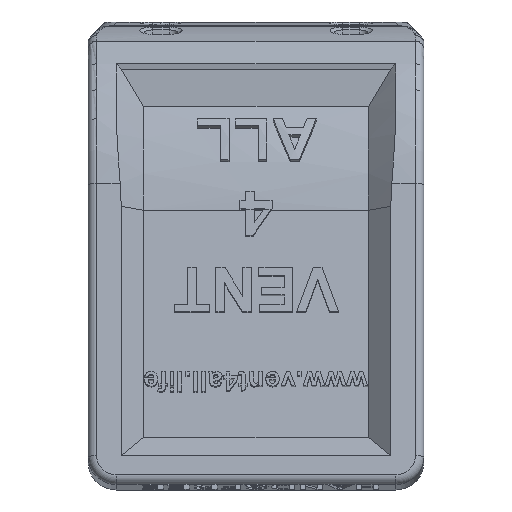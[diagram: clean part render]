
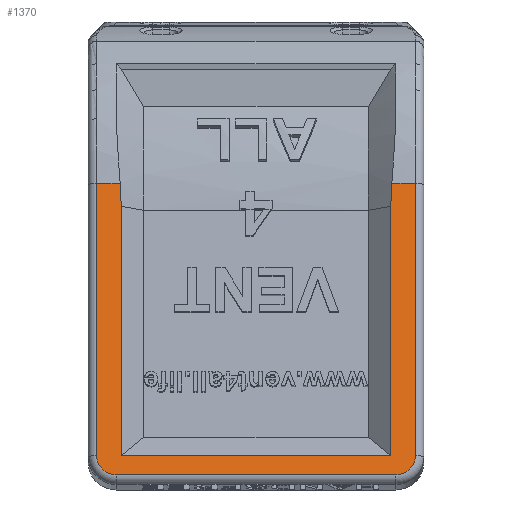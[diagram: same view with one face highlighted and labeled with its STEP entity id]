
A CAD part, left-side view. The second image highlights one B-rep face of the part: STEP entity #1370.
In plain terms, the highlighted planar face has unit normal (-0.985, 0, 0.174).
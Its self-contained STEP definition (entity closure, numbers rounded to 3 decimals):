
#295 = VERTEX_POINT ( 'NONE', #2870 ) ;
#448 = VERTEX_POINT ( 'NONE', #661 ) ;
#509 = VECTOR ( 'NONE', #16742, 1000. ) ;
#527 = DIRECTION ( 'NONE',  ( 0.174, 0., 0.985 ) ) ;
#661 = CARTESIAN_POINT ( 'NONE',  ( -79.956, -24.1, -77.513 ) ) ;
#1270 = EDGE_CURVE ( 'NONE', #11318, #2538, #14708, .T. ) ;
#1362 = VECTOR ( 'NONE', #12349, 1000. ) ;
#1370 = ADVANCED_FACE ( 'NONE', ( #8145 ), #1841, .F. ) ;
#1494 = VECTOR ( 'NONE', #15210, 1000. ) ;
#1724 = VERTEX_POINT ( 'NONE', #8081 ) ;
#1841 = PLANE ( 'NONE',  #23878 ) ;
#2012 = CARTESIAN_POINT ( 'NONE',  ( -71.859, -24.1, -31.592 ) ) ;
#2538 = VERTEX_POINT ( 'NONE', #15053 ) ;
#2711 = CARTESIAN_POINT ( 'NONE',  ( -80.824, -24.1, -82.437 ) ) ;
#2782 = ORIENTED_EDGE ( 'NONE', *, *, #12619, .T. ) ;
#2870 = CARTESIAN_POINT ( 'NONE',  ( -80.564, 25., -80.96 ) ) ;
#3268 = ORIENTED_EDGE ( 'NONE', *, *, #12022, .T. ) ;
#3643 = LINE ( 'NONE', #19752, #25024 ) ;
#3875 = DIRECTION ( 'NONE',  ( -0.174, 0., -0.985 ) ) ;
#4653 = VECTOR ( 'NONE', #19374, 1000. ) ;
#4938 = LINE ( 'NONE', #12583, #10895 ) ;
#4940 = CARTESIAN_POINT ( 'NONE',  ( -72.102, 24.1, -32.972 ) ) ;
#5152 = LINE ( 'NONE', #26022, #20544 ) ;
#6591 = CARTESIAN_POINT ( 'NONE',  ( -71.373, -24.279, -28.839 ) ) ;
#7207 = CARTESIAN_POINT ( 'NONE',  ( -80.564, 30., -80.96 ) ) ;
#7711 = DIRECTION ( 'NONE',  ( 0., 1., 0. ) ) ;
#7850 = EDGE_CURVE ( 'NONE', #22421, #23412, #15333, .T. ) ;
#8081 = CARTESIAN_POINT ( 'NONE',  ( -79.956, -28.5, -77.513 ) ) ;
#8145 = FACE_OUTER_BOUND ( 'NONE', #17912, .T. ) ;
#8194 = B_SPLINE_CURVE_WITH_KNOTS ( 'NONE', 3,
 ( #8681, #20567, #2012, #16052 ),
 .UNSPECIFIED., .F., .F.,
 ( 4, 4 ),
 ( 0., 0.004 ),
 .UNSPECIFIED. ) ;
#8576 = EDGE_CURVE ( 'NONE', #21814, #448, #17171, .T. ) ;
#8681 = CARTESIAN_POINT ( 'NONE',  ( -71.373, -24.279, -28.839 ) ) ;
#8969 = EDGE_CURVE ( 'NONE', #11226, #11318, #4938, .T. ) ;
#9257 = DIRECTION ( 'NONE',  ( -0.985, 0., 0.174 ) ) ;
#9266 = CARTESIAN_POINT ( 'NONE',  ( -71.373, 30., -28.839 ) ) ;
#9345 = VERTEX_POINT ( 'NONE', #12129 ) ;
#9579 = CARTESIAN_POINT ( 'NONE',  ( -71.616, 24.16, -30.214 ) ) ;
#9792 = EDGE_CURVE ( 'NONE', #2538, #9345, #3643, .T. ) ;
#9803 = ORIENTED_EDGE ( 'NONE', *, *, #26009, .T. ) ;
#9841 = CARTESIAN_POINT ( 'NONE',  ( -80.824, 30., -82.437 ) ) ;
#9853 = CIRCLE ( 'NONE', #25737, 3.5 ) ;
#9927 = ORIENTED_EDGE ( 'NONE', *, *, #19180, .T. ) ;
#10137 = EDGE_CURVE ( 'NONE', #11226, #448, #11193, .T. ) ;
#10315 = CARTESIAN_POINT ( 'NONE',  ( -79.956, 28.5, -77.513 ) ) ;
#10553 = CARTESIAN_POINT ( 'NONE',  ( -79.956, 25., -77.513 ) ) ;
#10568 = ORIENTED_EDGE ( 'NONE', *, *, #8576, .T. ) ;
#10895 = VECTOR ( 'NONE', #527, 1000. ) ;
#11193 = LINE ( 'NONE', #25020, #16508 ) ;
#11226 = VERTEX_POINT ( 'NONE', #24616 ) ;
#11318 = VERTEX_POINT ( 'NONE', #4940 ) ;
#11449 = LINE ( 'NONE', #10315, #1362 ) ;
#11575 = LINE ( 'NONE', #7207, #1494 ) ;
#11609 = CARTESIAN_POINT ( 'NONE',  ( -71.373, 24.279, -28.839 ) ) ;
#12022 = EDGE_CURVE ( 'NONE', #9345, #15141, #11449, .T. ) ;
#12129 = CARTESIAN_POINT ( 'NONE',  ( -71.373, 28.5, -28.839 ) ) ;
#12349 = DIRECTION ( 'NONE',  ( -0.174, 0., -0.985 ) ) ;
#12574 = DIRECTION ( 'NONE',  ( -0.174, 0., -0.985 ) ) ;
#12583 = CARTESIAN_POINT ( 'NONE',  ( -80.824, 24.1, -82.437 ) ) ;
#12619 = EDGE_CURVE ( 'NONE', #22378, #1724, #9853, .T. ) ;
#13887 = DIRECTION ( 'NONE',  ( 0.174, 0., 0.985 ) ) ;
#14234 = ORIENTED_EDGE ( 'NONE', *, *, #24816, .T. ) ;
#14708 = B_SPLINE_CURVE_WITH_KNOTS ( 'NONE', 3,
 ( #23640, #21622, #9579, #11609 ),
 .UNSPECIFIED., .F., .F.,
 ( 4, 4 ),
 ( 0., 0.004 ),
 .UNSPECIFIED. ) ;
#14978 = DIRECTION ( 'NONE',  ( 0., -1., 0. ) ) ;
#15053 = CARTESIAN_POINT ( 'NONE',  ( -71.373, 24.279, -28.839 ) ) ;
#15141 = VERTEX_POINT ( 'NONE', #25278 ) ;
#15210 = DIRECTION ( 'NONE',  ( 0., -1., 0. ) ) ;
#15333 = LINE ( 'NONE', #9266, #4653 ) ;
#15893 = DIRECTION ( 'NONE',  ( 0.985, 0., -0.174 ) ) ;
#16052 = CARTESIAN_POINT ( 'NONE',  ( -72.102, -24.1, -32.972 ) ) ;
#16382 = ORIENTED_EDGE ( 'NONE', *, *, #9792, .T. ) ;
#16508 = VECTOR ( 'NONE', #14978, 1000. ) ;
#16620 = ORIENTED_EDGE ( 'NONE', *, *, #7850, .T. ) ;
#16742 = DIRECTION ( 'NONE',  ( -0.174, 0., -0.985 ) ) ;
#17171 = LINE ( 'NONE', #2711, #509 ) ;
#17912 = EDGE_LOOP ( 'NONE', ( #16382, #3268, #24082, #9927, #2782, #9803, #16620, #14234, #10568, #23849, #19982, #22080 ) ) ;
#19034 = CIRCLE ( 'NONE', #22871, 3.5 ) ;
#19180 = EDGE_CURVE ( 'NONE', #295, #22378, #11575, .T. ) ;
#19374 = DIRECTION ( 'NONE',  ( 0., 1., 0. ) ) ;
#19693 = CARTESIAN_POINT ( 'NONE',  ( -72.102, -24.1, -32.972 ) ) ;
#19752 = CARTESIAN_POINT ( 'NONE',  ( -71.373, 30., -28.839 ) ) ;
#19982 = ORIENTED_EDGE ( 'NONE', *, *, #8969, .T. ) ;
#20544 = VECTOR ( 'NONE', #13887, 1000. ) ;
#20567 = CARTESIAN_POINT ( 'NONE',  ( -71.616, -24.16, -30.214 ) ) ;
#21296 = CARTESIAN_POINT ( 'NONE',  ( -79.956, -25., -77.513 ) ) ;
#21622 = CARTESIAN_POINT ( 'NONE',  ( -71.859, 24.1, -31.592 ) ) ;
#21681 = EDGE_CURVE ( 'NONE', #15141, #295, #19034, .T. ) ;
#21772 = CARTESIAN_POINT ( 'NONE',  ( -71.373, -28.5, -28.839 ) ) ;
#21814 = VERTEX_POINT ( 'NONE', #19693 ) ;
#22080 = ORIENTED_EDGE ( 'NONE', *, *, #1270, .T. ) ;
#22378 = VERTEX_POINT ( 'NONE', #23702 ) ;
#22421 = VERTEX_POINT ( 'NONE', #21772 ) ;
#22871 = AXIS2_PLACEMENT_3D ( 'NONE', #10553, #24622, #12574 ) ;
#23333 = DIRECTION ( 'NONE',  ( -0.174, 0., -0.985 ) ) ;
#23412 = VERTEX_POINT ( 'NONE', #6591 ) ;
#23640 = CARTESIAN_POINT ( 'NONE',  ( -72.102, 24.1, -32.972 ) ) ;
#23702 = CARTESIAN_POINT ( 'NONE',  ( -80.564, -25., -80.96 ) ) ;
#23849 = ORIENTED_EDGE ( 'NONE', *, *, #10137, .F. ) ;
#23878 = AXIS2_PLACEMENT_3D ( 'NONE', #9841, #15893, #3875 ) ;
#24082 = ORIENTED_EDGE ( 'NONE', *, *, #21681, .T. ) ;
#24616 = CARTESIAN_POINT ( 'NONE',  ( -79.956, 24.1, -77.513 ) ) ;
#24622 = DIRECTION ( 'NONE',  ( -0.985, 0., 0.174 ) ) ;
#24816 = EDGE_CURVE ( 'NONE', #23412, #21814, #8194, .T. ) ;
#25020 = CARTESIAN_POINT ( 'NONE',  ( -79.956, 30., -77.513 ) ) ;
#25024 = VECTOR ( 'NONE', #7711, 1000. ) ;
#25278 = CARTESIAN_POINT ( 'NONE',  ( -79.956, 28.5, -77.513 ) ) ;
#25737 = AXIS2_PLACEMENT_3D ( 'NONE', #21296, #9257, #23333 ) ;
#26009 = EDGE_CURVE ( 'NONE', #1724, #22421, #5152, .T. ) ;
#26022 = CARTESIAN_POINT ( 'NONE',  ( -80.824, -28.5, -82.437 ) ) ;
